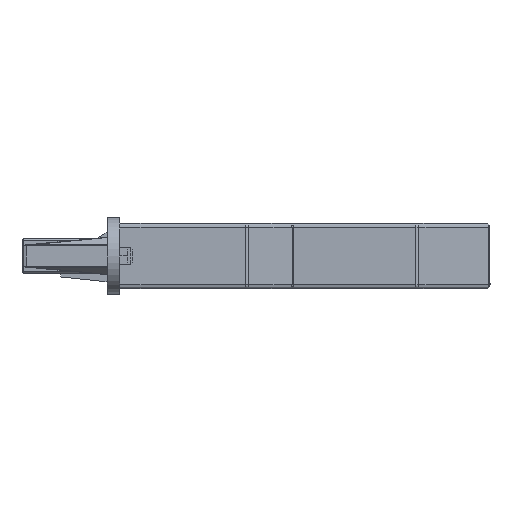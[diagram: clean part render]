
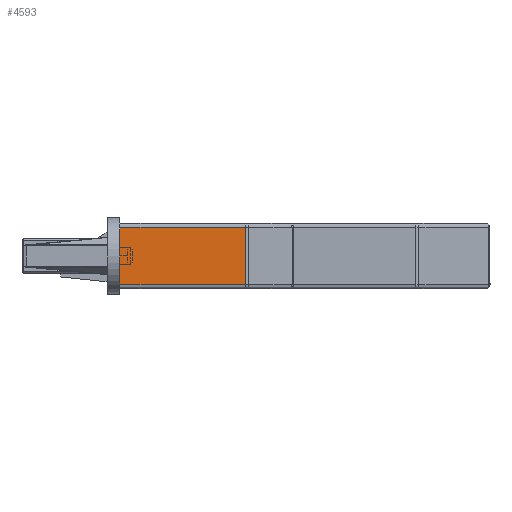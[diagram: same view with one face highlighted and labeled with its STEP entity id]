
A CAD part, front view. The second image highlights one B-rep face of the part: STEP entity #4593.
In plain terms, the highlighted planar face has unit normal (0, -1, 0).
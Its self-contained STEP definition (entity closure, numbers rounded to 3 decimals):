
#62 = DIRECTION ( 'NONE',  ( 1., 0., 0. ) ) ;
#215 = CARTESIAN_POINT ( 'NONE',  ( 16.086, -33.75, 12.25 ) ) ;
#857 = EDGE_LOOP ( 'NONE', ( #18795, #11100, #1387, #14763 ) ) ;
#1387 = ORIENTED_EDGE ( 'NONE', *, *, #14259, .T. ) ;
#2357 = AXIS2_PLACEMENT_3D ( 'NONE', #6716, #11663, #18945 ) ;
#3764 = LINE ( 'NONE', #17307, #6955 ) ;
#4352 = EDGE_CURVE ( 'NONE', #13832, #14914, #19548, .T. ) ;
#4593 = ADVANCED_FACE ( 'NONE', ( #22075 ), #10092, .F. ) ;
#5232 = VECTOR ( 'NONE', #11772, 1000. ) ;
#6716 = CARTESIAN_POINT ( 'NONE',  ( 27.3, -33.75, 12.25 ) ) ;
#6955 = VECTOR ( 'NONE', #62, 1000. ) ;
#7751 = CARTESIAN_POINT ( 'NONE',  ( -13.5, -33.75, 12.25 ) ) ;
#8318 = VECTOR ( 'NONE', #13265, 1000. ) ;
#9284 = CARTESIAN_POINT ( 'NONE',  ( -13.5, -33.75, 11.25 ) ) ;
#10092 = PLANE ( 'NONE',  #2357 ) ;
#11100 = ORIENTED_EDGE ( 'NONE', *, *, #4352, .T. ) ;
#11663 = DIRECTION ( 'NONE',  ( 0., 1., 0. ) ) ;
#11772 = DIRECTION ( 'NONE',  ( 0., 0., 1. ) ) ;
#11809 = CARTESIAN_POINT ( 'NONE',  ( 16.086, -33.75, 11.25 ) ) ;
#13265 = DIRECTION ( 'NONE',  ( 0., 0., -1. ) ) ;
#13832 = VERTEX_POINT ( 'NONE', #11809 ) ;
#14259 = EDGE_CURVE ( 'NONE', #14914, #15395, #16288, .T. ) ;
#14763 = ORIENTED_EDGE ( 'NONE', *, *, #16594, .T. ) ;
#14914 = VERTEX_POINT ( 'NONE', #9284 ) ;
#15395 = VERTEX_POINT ( 'NONE', #20452 ) ;
#15490 = CARTESIAN_POINT ( 'NONE',  ( 16.086, -33.75, -2.25 ) ) ;
#16204 = CARTESIAN_POINT ( 'NONE',  ( 27.3, -33.75, 11.25 ) ) ;
#16288 = LINE ( 'NONE', #7751, #8318 ) ;
#16594 = EDGE_CURVE ( 'NONE', #15395, #19087, #3764, .T. ) ;
#17307 = CARTESIAN_POINT ( 'NONE',  ( 27.3, -33.75, -2.25 ) ) ;
#18795 = ORIENTED_EDGE ( 'NONE', *, *, #20851, .T. ) ;
#18945 = DIRECTION ( 'NONE',  ( -1., 0., 0. ) ) ;
#19087 = VERTEX_POINT ( 'NONE', #15490 ) ;
#19548 = LINE ( 'NONE', #16204, #21131 ) ;
#20452 = CARTESIAN_POINT ( 'NONE',  ( -13.5, -33.75, -2.25 ) ) ;
#20499 = LINE ( 'NONE', #215, #5232 ) ;
#20851 = EDGE_CURVE ( 'NONE', #19087, #13832, #20499, .T. ) ;
#21131 = VECTOR ( 'NONE', #21240, 1000. ) ;
#21240 = DIRECTION ( 'NONE',  ( -1., 0., 0. ) ) ;
#22075 = FACE_OUTER_BOUND ( 'NONE', #857, .T. ) ;
